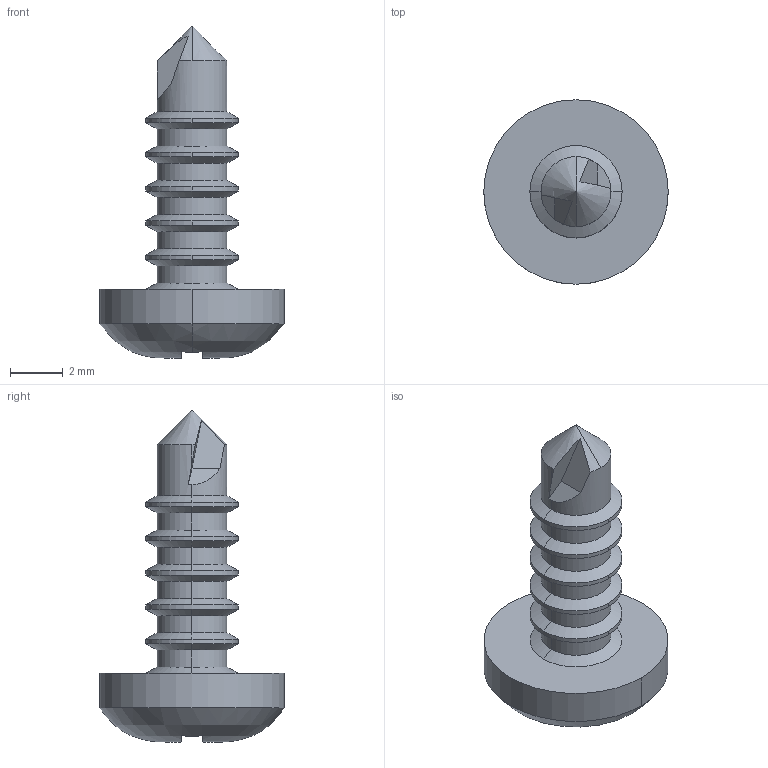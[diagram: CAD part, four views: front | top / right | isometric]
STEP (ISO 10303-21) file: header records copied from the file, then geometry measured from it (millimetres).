
FILE_DESCRIPTION (( 'STEP AP203' ), '1' );
FILE_NAME ('90232___6_10-mattssons.step', '2013-10-30T07:45:48', ( 'SolidComponents' ), ( 'Cevican AB' ), 'SwSTEP 2.0', 'SolidWorks 2002308', '' );
FILE_SCHEMA (( 'CONFIG_CONTROL_DESIGN' ));
Length unit declared in the file: millimetre
Products named in the file (1): 90232___6_10-mattssons
Bounding box: 7 x 7 x 12.6 mm (x, y, z)
Volume: 129.9 mm3; surface area: 240.9 mm2
Topology: 1 solids, 1 shells, 81 faces, 210 edges, 132 vertices
Faces by surface type: cylinder 30, plane 25, cone 24, torus 2
Entity records: 2623 total; most frequent: CARTESIAN_POINT 582, DIRECTION 424, ORIENTED_EDGE 420, EDGE_CURVE 210, AXIS2_PLACEMENT_3D 172, VERTEX_POINT 132, CIRCLE 90, EDGE_LOOP 82
